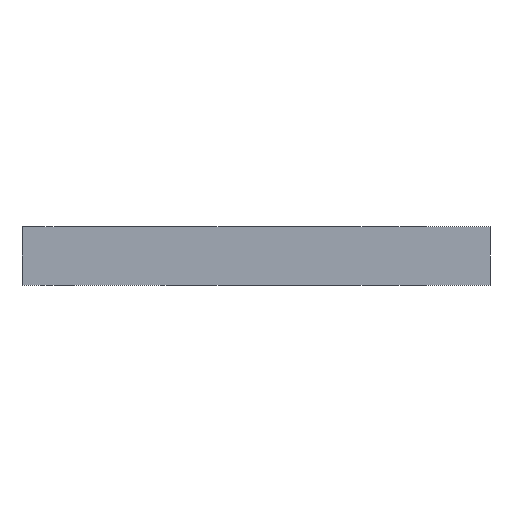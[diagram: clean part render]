
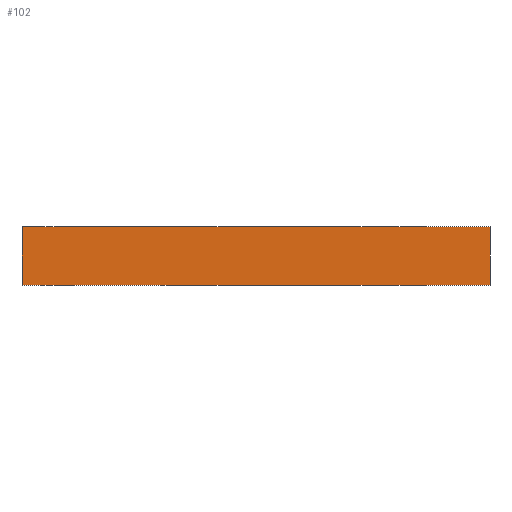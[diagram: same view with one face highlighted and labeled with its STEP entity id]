
A CAD part, left-side view. The second image highlights one B-rep face of the part: STEP entity #102.
In plain terms, the highlighted planar face has unit normal (-1, 0, 0).
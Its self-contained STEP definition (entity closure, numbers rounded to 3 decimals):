
#88 = CARTESIAN_POINT ( 'NONE',  ( -70., -40., 10. ) ) ;
#102 = ADVANCED_FACE ( 'NONE', ( #625 ), #616, .F. ) ;
#128 = VERTEX_POINT ( 'NONE', #1749 ) ;
#190 = CARTESIAN_POINT ( 'NONE',  ( -70., -40., 0. ) ) ;
#237 = CARTESIAN_POINT ( 'NONE',  ( -70., 40., 0. ) ) ;
#245 = VECTOR ( 'NONE', #1638, 1000. ) ;
#263 = DIRECTION ( 'NONE',  ( 0., 0., -1. ) ) ;
#294 = VERTEX_POINT ( 'NONE', #577 ) ;
#305 = EDGE_CURVE ( 'NONE', #1375, #1715, #1175, .T. ) ;
#398 = EDGE_CURVE ( 'NONE', #1715, #294, #733, .T. ) ;
#423 = ORIENTED_EDGE ( 'NONE', *, *, #450, .F. ) ;
#443 = CARTESIAN_POINT ( 'NONE',  ( -70., 40., 10. ) ) ;
#450 = EDGE_CURVE ( 'NONE', #128, #294, #1549, .T. ) ;
#488 = ORIENTED_EDGE ( 'NONE', *, *, #807, .F. ) ;
#490 = VECTOR ( 'NONE', #827, 1000. ) ;
#514 = EDGE_LOOP ( 'NONE', ( #866, #423, #488, #532 ) ) ;
#532 = ORIENTED_EDGE ( 'NONE', *, *, #305, .T. ) ;
#570 = LINE ( 'NONE', #1167, #1494 ) ;
#577 = CARTESIAN_POINT ( 'NONE',  ( -70., -40., 0. ) ) ;
#599 = DIRECTION ( 'NONE',  ( 0., 0., -1. ) ) ;
#605 = DIRECTION ( 'NONE',  ( 1., 0., 0. ) ) ;
#616 = PLANE ( 'NONE',  #1437 ) ;
#625 = FACE_OUTER_BOUND ( 'NONE', #514, .T. ) ;
#733 = LINE ( 'NONE', #190, #245 ) ;
#783 = DIRECTION ( 'NONE',  ( 0., -1., 0. ) ) ;
#807 = EDGE_CURVE ( 'NONE', #1375, #128, #570, .T. ) ;
#827 = DIRECTION ( 'NONE',  ( 0., 0., -1. ) ) ;
#851 = VECTOR ( 'NONE', #263, 1000. ) ;
#866 = ORIENTED_EDGE ( 'NONE', *, *, #398, .T. ) ;
#1167 = CARTESIAN_POINT ( 'NONE',  ( -70., -40., 10. ) ) ;
#1175 = LINE ( 'NONE', #1569, #851 ) ;
#1221 = CARTESIAN_POINT ( 'NONE',  ( -70., -40., 10. ) ) ;
#1375 = VERTEX_POINT ( 'NONE', #443 ) ;
#1437 = AXIS2_PLACEMENT_3D ( 'NONE', #1221, #605, #599 ) ;
#1494 = VECTOR ( 'NONE', #783, 1000. ) ;
#1549 = LINE ( 'NONE', #88, #490 ) ;
#1569 = CARTESIAN_POINT ( 'NONE',  ( -70., 40., 10. ) ) ;
#1638 = DIRECTION ( 'NONE',  ( 0., -1., 0. ) ) ;
#1715 = VERTEX_POINT ( 'NONE', #237 ) ;
#1749 = CARTESIAN_POINT ( 'NONE',  ( -70., -40., 10. ) ) ;
